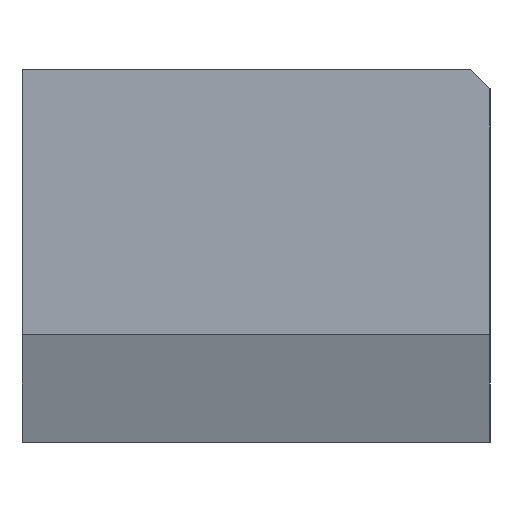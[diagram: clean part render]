
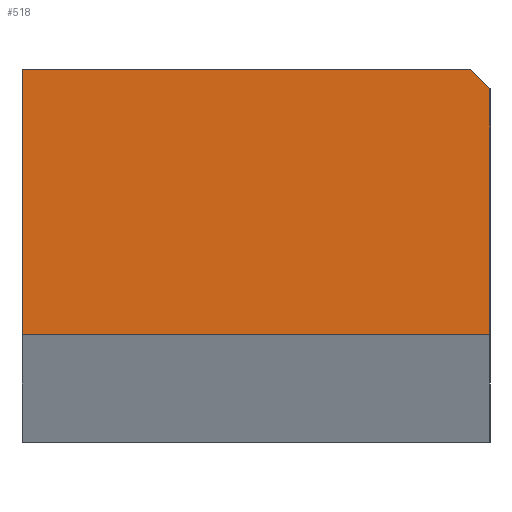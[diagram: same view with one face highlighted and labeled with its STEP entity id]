
A CAD part, left-side view. The second image highlights one B-rep face of the part: STEP entity #518.
In plain terms, the highlighted planar face has unit normal (-1, 0, 0).
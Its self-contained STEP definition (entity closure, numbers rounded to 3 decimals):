
#518=ADVANCED_FACE('NONE',(#1263),#1264,.F.);
#1263=FACE_OUTER_BOUND('',#2220,.T.);
#1264=PLANE('',#2221);
#2220=EDGE_LOOP('',(#4169,#4170,#4171,#4172,#4173));
#2221=AXIS2_PLACEMENT_3D('',#4174,#4175,#4176);
#4169=ORIENTED_EDGE('',*,*,#5999,.F.);
#4170=ORIENTED_EDGE('',*,*,#6727,.T.);
#4171=ORIENTED_EDGE('',*,*,#6728,.F.);
#4172=ORIENTED_EDGE('',*,*,#6516,.T.);
#4173=ORIENTED_EDGE('',*,*,#6729,.F.);
#4174=CARTESIAN_POINT('',(0.0,0.0,39.0));
#4175=DIRECTION('',(1.0,0.0,0.0));
#4176=DIRECTION('',(0.0,1.0,-0.0));
#5999=EDGE_CURVE('NONE',#7271,#7273,#7274,.T.);
#6516=EDGE_CURVE('NONE',#8304,#8302,#8305,.T.);
#6727=EDGE_CURVE('NONE',#7271,#8519,#8520,.T.);
#6728=EDGE_CURVE('NONE',#8304,#8519,#8521,.T.);
#6729=EDGE_CURVE('NONE',#7273,#8302,#8522,.T.);
#7271=VERTEX_POINT('NONE',#9101);
#7273=VERTEX_POINT('NONE',#9104);
#7274=LINE('',#9105,#9106);
#8302=VERTEX_POINT('NONE',#10646);
#8304=VERTEX_POINT('NONE',#10649);
#8305=LINE('',#10650,#10651);
#8519=VERTEX_POINT('NONE',#10999);
#8520=LINE('',#11000,#11001);
#8521=LINE('',#11002,#11003);
#8522=LINE('',#11004,#11005);
#9101=CARTESIAN_POINT('',(0.0,0.0,37.));
#9104=CARTESIAN_POINT('',(0.0,0.0,11.25));
#9105=CARTESIAN_POINT('',(0.0,0.0,39.0));
#9106=VECTOR('',#11680,1000.0);
#10646=CARTESIAN_POINT('',(0.0,49.0,11.25));
#10649=CARTESIAN_POINT('',(0.0,49.0,39.0));
#10650=CARTESIAN_POINT('',(0.0,49.0,39.0));
#10651=VECTOR('',#12200,1000.0);
#10999=CARTESIAN_POINT('',(0.0,2.,39.0));
#11000=CARTESIAN_POINT('',(0.0,2.,39.0));
#11001=VECTOR('',#12365,1000.0);
#11002=CARTESIAN_POINT('',(0.0,0.0,39.0));
#11003=VECTOR('',#12366,1000.0);
#11004=CARTESIAN_POINT('',(0.0,0.0,11.25));
#11005=VECTOR('',#12367,1000.0);
#11680=DIRECTION('',(-0.0,-0.0,-1.0));
#12200=DIRECTION('',(-0.0,-0.0,-1.0));
#12365=DIRECTION('',(-0.0,0.707,0.707));
#12366=DIRECTION('',(-0.0,-1.0,-0.0));
#12367=DIRECTION('',(0.0,1.0,0.0));
